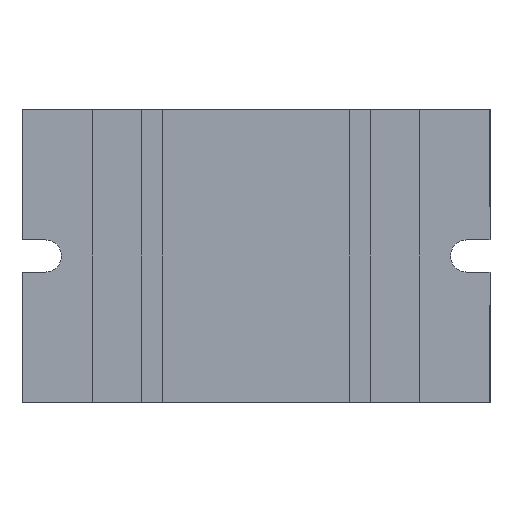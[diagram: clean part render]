
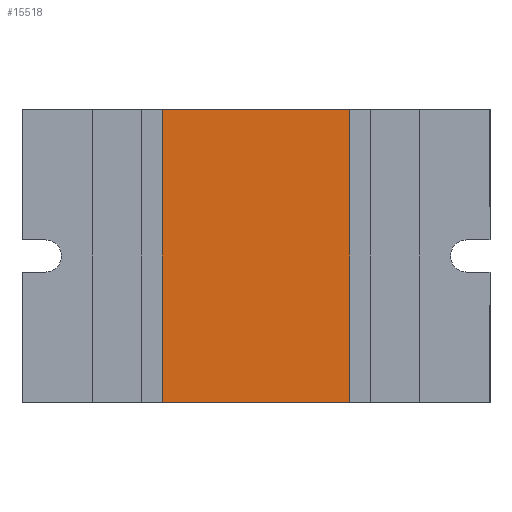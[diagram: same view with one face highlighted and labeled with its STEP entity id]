
A CAD part, front view. The second image highlights one B-rep face of the part: STEP entity #15518.
In plain terms, the highlighted planar face has unit normal (0, -1, 0).
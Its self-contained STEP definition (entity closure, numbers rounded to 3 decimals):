
#12 = ORIENTED_EDGE ( 'NONE', *, *, #15404, .T. ) ;
#2048 = CARTESIAN_POINT ( 'NONE',  ( 18., 10., -25. ) ) ;
#2931 = DIRECTION ( 'NONE',  ( -1., 0., 0. ) ) ;
#4030 = VECTOR ( 'NONE', #2931, 1000. ) ;
#5269 = CARTESIAN_POINT ( 'NONE',  ( 0., 10., -25. ) ) ;
#5582 = DIRECTION ( 'NONE',  ( 0., 1., 0. ) ) ;
#5586 = VECTOR ( 'NONE', #16085, 1000. ) ;
#5716 = VERTEX_POINT ( 'NONE', #10236 ) ;
#6593 = EDGE_CURVE ( 'NONE', #19858, #15184, #8137, .T. ) ;
#7978 = CARTESIAN_POINT ( 'NONE',  ( 18., 10., 25. ) ) ;
#8137 = LINE ( 'NONE', #11018, #4030 ) ;
#10236 = CARTESIAN_POINT ( 'NONE',  ( -18., 10., -25. ) ) ;
#11018 = CARTESIAN_POINT ( 'NONE',  ( 0., 10., 25. ) ) ;
#11041 = VERTEX_POINT ( 'NONE', #2048 ) ;
#11398 = CARTESIAN_POINT ( 'NONE',  ( 18., 10., -25. ) ) ;
#11827 = CARTESIAN_POINT ( 'NONE',  ( -18., 10., -25. ) ) ;
#12573 = ORIENTED_EDGE ( 'NONE', *, *, #6593, .T. ) ;
#13982 = AXIS2_PLACEMENT_3D ( 'NONE', #14856, #5582, #17910 ) ;
#14073 = VECTOR ( 'NONE', #15988, 1000. ) ;
#14181 = ORIENTED_EDGE ( 'NONE', *, *, #14845, .F. ) ;
#14845 = EDGE_CURVE ( 'NONE', #11041, #5716, #16465, .T. ) ;
#14856 = CARTESIAN_POINT ( 'NONE',  ( 0., 10., -25. ) ) ;
#15184 = VERTEX_POINT ( 'NONE', #15401 ) ;
#15243 = LINE ( 'NONE', #11827, #17636 ) ;
#15401 = CARTESIAN_POINT ( 'NONE',  ( -18., 10., 25. ) ) ;
#15404 = EDGE_CURVE ( 'NONE', #11041, #19858, #16720, .T. ) ;
#15518 = ADVANCED_FACE ( 'NONE', ( #16976 ), #19135, .F. ) ;
#15988 = DIRECTION ( 'NONE',  ( 0., 0., 1. ) ) ;
#16085 = DIRECTION ( 'NONE',  ( -1., 0., 0. ) ) ;
#16180 = EDGE_CURVE ( 'NONE', #5716, #15184, #15243, .T. ) ;
#16190 = EDGE_LOOP ( 'NONE', ( #12, #12573, #17820, #14181 ) ) ;
#16465 = LINE ( 'NONE', #5269, #5586 ) ;
#16720 = LINE ( 'NONE', #11398, #14073 ) ;
#16976 = FACE_OUTER_BOUND ( 'NONE', #16190, .T. ) ;
#17636 = VECTOR ( 'NONE', #19425, 1000. ) ;
#17820 = ORIENTED_EDGE ( 'NONE', *, *, #16180, .F. ) ;
#17910 = DIRECTION ( 'NONE',  ( -1., 0., 0. ) ) ;
#19135 = PLANE ( 'NONE',  #13982 ) ;
#19425 = DIRECTION ( 'NONE',  ( 0., 0., 1. ) ) ;
#19858 = VERTEX_POINT ( 'NONE', #7978 ) ;
